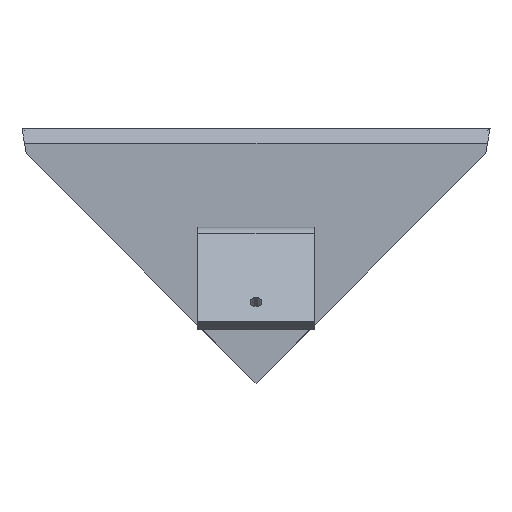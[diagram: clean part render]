
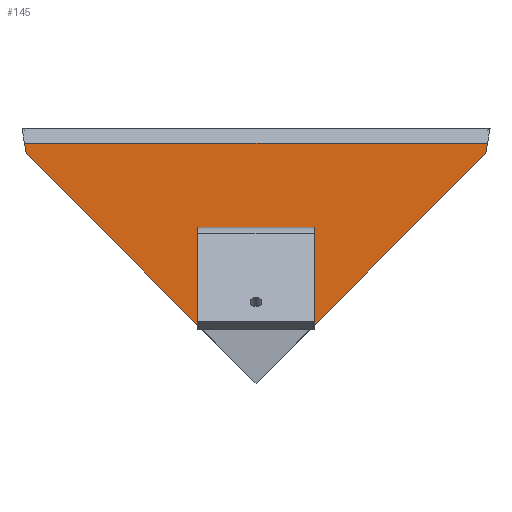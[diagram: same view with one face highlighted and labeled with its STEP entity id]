
A CAD part, front view. The second image highlights one B-rep face of the part: STEP entity #145.
In plain terms, the highlighted planar face has unit normal (0, -1, 0).
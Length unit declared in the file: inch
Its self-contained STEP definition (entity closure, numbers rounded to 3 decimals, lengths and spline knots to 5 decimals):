
#14 = CARTESIAN_POINT ( 'NONE',  ( 0., -0.25, -4.35355 ) ) ;
#15 = VERTEX_POINT ( 'NONE', #263 ) ;
#42 = ORIENTED_EDGE ( 'NONE', *, *, #523, .T. ) ;
#89 = CARTESIAN_POINT ( 'NONE',  ( 0., -0.25, -4.35355 ) ) ;
#93 = FACE_OUTER_BOUND ( 'NONE', #333, .T. ) ;
#108 = CARTESIAN_POINT ( 'NONE',  ( 4., -0.25, 0. ) ) ;
#124 = VERTEX_POINT ( 'NONE', #901 ) ;
#145 = ADVANCED_FACE ( 'NONE', ( #93 ), #1060, .T. ) ;
#146 = EDGE_CURVE ( 'NONE', #658, #531, #949, .T. ) ;
#157 = CARTESIAN_POINT ( 'NONE',  ( 0., -0.25, 0. ) ) ;
#158 = EDGE_CURVE ( 'NONE', #917, #658, #519, .T. ) ;
#160 = CARTESIAN_POINT ( 'NONE',  ( -3.92655, -0.25, -0.427 ) ) ;
#184 = ORIENTED_EDGE ( 'NONE', *, *, #158, .F. ) ;
#242 = DIRECTION ( 'NONE',  ( 0., -1., 0. ) ) ;
#262 = AXIS2_PLACEMENT_3D ( 'NONE', #157, #242, #409 ) ;
#263 = CARTESIAN_POINT ( 'NONE',  ( 3.957, -0.25, -0.25 ) ) ;
#305 = LINE ( 'NONE', #1056, #773 ) ;
#319 = DIRECTION ( 'NONE',  ( -0.707, 0., 0.707 ) ) ;
#333 = EDGE_LOOP ( 'NONE', ( #575, #42, #457, #888, #184 ) ) ;
#376 = CARTESIAN_POINT ( 'NONE',  ( 3.92655, -0.25, -0.427 ) ) ;
#409 = DIRECTION ( 'NONE',  ( 0., 0., -1. ) ) ;
#415 = DIRECTION ( 'NONE',  ( -0.707, 0., -0.707 ) ) ;
#457 = ORIENTED_EDGE ( 'NONE', *, *, #567, .F. ) ;
#519 = LINE ( 'NONE', #662, #798 ) ;
#523 = EDGE_CURVE ( 'NONE', #15, #124, #907, .T. ) ;
#531 = VERTEX_POINT ( 'NONE', #160 ) ;
#559 = CARTESIAN_POINT ( 'NONE',  ( 0., -0.25, -0.25 ) ) ;
#567 = EDGE_CURVE ( 'NONE', #531, #124, #305, .T. ) ;
#575 = ORIENTED_EDGE ( 'NONE', *, *, #851, .F. ) ;
#612 = VECTOR ( 'NONE', #988, 39.37008 ) ;
#652 = DIRECTION ( 'NONE',  ( -0.17, 0., 0.986 ) ) ;
#658 = VERTEX_POINT ( 'NONE', #14 ) ;
#662 = CARTESIAN_POINT ( 'NONE',  ( 0., -0.25, -4.35355 ) ) ;
#736 = VECTOR ( 'NONE', #319, 39.37008 ) ;
#773 = VECTOR ( 'NONE', #652, 39.37008 ) ;
#798 = VECTOR ( 'NONE', #415, 39.37008 ) ;
#834 = LINE ( 'NONE', #108, #948 ) ;
#850 = DIRECTION ( 'NONE',  ( -0.17, 0., -0.986 ) ) ;
#851 = EDGE_CURVE ( 'NONE', #15, #917, #834, .T. ) ;
#888 = ORIENTED_EDGE ( 'NONE', *, *, #146, .F. ) ;
#901 = CARTESIAN_POINT ( 'NONE',  ( -3.957, -0.25, -0.25 ) ) ;
#907 = LINE ( 'NONE', #559, #612 ) ;
#917 = VERTEX_POINT ( 'NONE', #376 ) ;
#948 = VECTOR ( 'NONE', #850, 39.37008 ) ;
#949 = LINE ( 'NONE', #89, #736 ) ;
#988 = DIRECTION ( 'NONE',  ( -1., 0., 0. ) ) ;
#1056 = CARTESIAN_POINT ( 'NONE',  ( -4., -0.25, 0. ) ) ;
#1060 = PLANE ( 'NONE',  #262 ) ;
